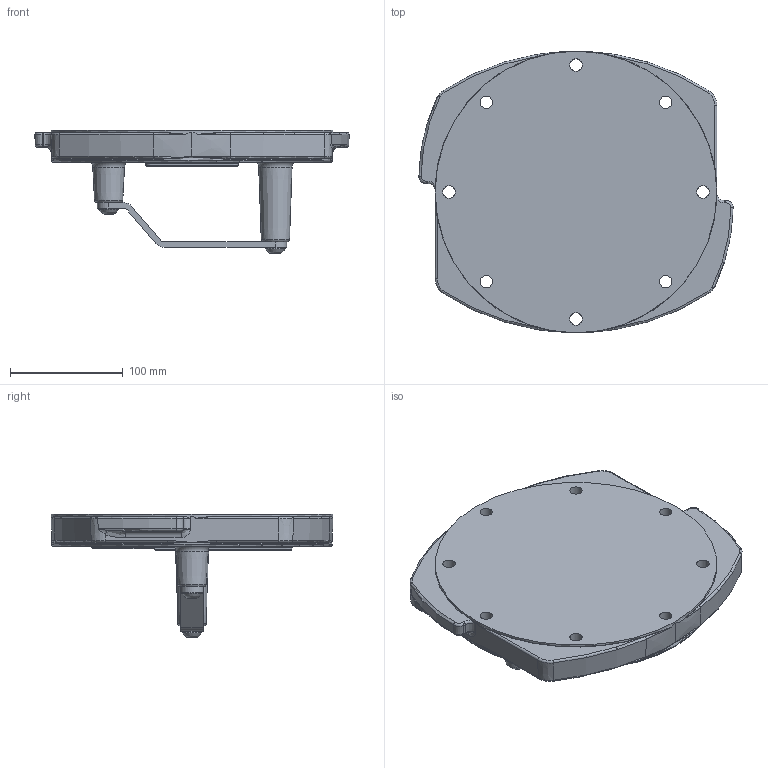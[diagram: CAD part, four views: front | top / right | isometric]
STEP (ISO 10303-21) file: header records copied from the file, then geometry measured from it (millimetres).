
FILE_DESCRIPTION(/* description */ (''),/* implementation_level */ '2;1');
FILE_NAME(/* name */ '2511_SLD ASSY.stp',/* time_stamp */ '2022-09-08T05:51:57+10:00',/* author */ ('c.taylor012'),/* organization */ (''),/* preprocessor_version */ 'ST-DEVELOPER v16.5',/* originating_system */ 'Autodesk Inventor 2017',/* authorisation */ '');
FILE_SCHEMA (('AUTOMOTIVE_DESIGN { 1 0 10303 214 3 1 1 }'));
Products named in the file (4): 2511_SLD ASSY; 2511; 1046; 1181
Assembly tree (4 placements, depth 2):
  2511_SLD ASSY
    2511
    1046
    1181  x2
Bounding box: 278.89 x 250 x 109.6 mm (x, y, z)
Volume: 1645006.8 mm3; surface area: 165614.9 mm2
Topology: 4 solids, 4 shells, 1536 faces, 3696 edges, 2195 vertices
Faces by surface type: plane 483, bspline 479, cylinder 422, torus 116, cone 36
Full cylindrical faces by diameter (mm): 9.75 x2, 11 x10, 17.35 x2, 19.6 x1, 28 x1, 35 x1, 248.795 x1, 250 x1
Entity records: 57732 total; most frequent: CARTESIAN_POINT 24897, ORIENTED_EDGE 7128, DIRECTION 5966, EDGE_CURVE 3564, VERTEX_POINT 2148, AXIS2_PLACEMENT_3D 2102, LINE 1762, VECTOR 1762
